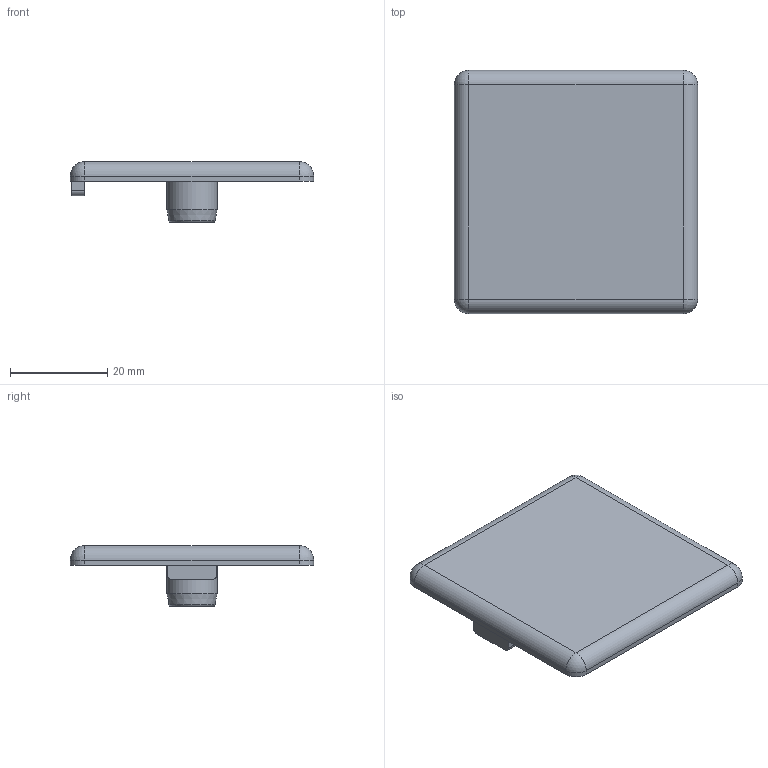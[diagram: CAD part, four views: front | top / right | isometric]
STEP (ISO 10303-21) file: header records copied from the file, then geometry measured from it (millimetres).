
FILE_DESCRIPTION(/* description */ (''),/* implementation_level */ '2;1');
FILE_NAME(/* name */ '225050.stp',/* time_stamp */ '2022-10-04T08:53:17+02:00',/* author */ ('aluteckkpl_am'),/* organization */ (''),/* preprocessor_version */ 'ST-DEVELOPER v18.1',/* originating_system */ 'Autodesk Inventor 2021',/* authorisation */ '');
FILE_SCHEMA (('CONFIG_CONTROL_DESIGN'));
Length unit declared in the file: millimetre
Products named in the file (2): 225050-ZP; -
Assembly tree (1 placements, depth 2):
  225050-ZP
    -
Bounding box: 50 x 50 x 12.5 mm (x, y, z)
Volume: 8098.4 mm3; surface area: 6269.5 mm2
Topology: 1 solids, 1 shells, 35 faces, 76 edges, 46 vertices
Faces by surface type: plane 17, cylinder 12, sphere 4, torus 1, cone 1
Full cylindrical faces by diameter (mm): 7.5 x1, 10.3 x1
Entity records: 1012 total; most frequent: DIRECTION 179, CARTESIAN_POINT 160, ORIENTED_EDGE 152, EDGE_CURVE 76, AXIS2_PLACEMENT_3D 65, LINE 49, VECTOR 49, VERTEX_POINT 46
